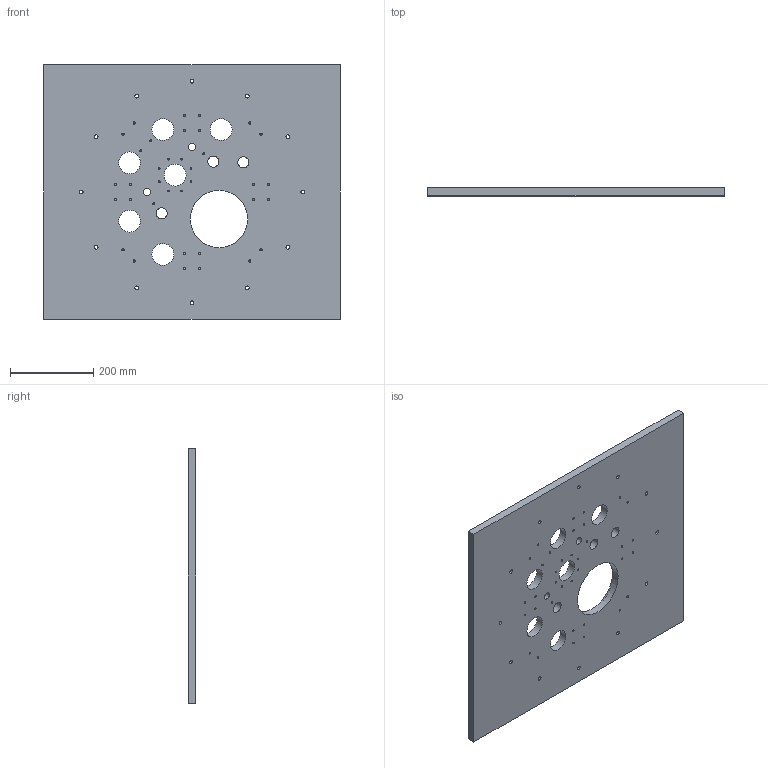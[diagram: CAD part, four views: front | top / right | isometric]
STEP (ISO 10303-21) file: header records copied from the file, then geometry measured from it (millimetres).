
FILE_DESCRIPTION(/* description */ (''),/* implementation_level */ '2;1');
FILE_NAME(/* name */ 'Top Plate V2.2.stp',/* time_stamp */ '2018-10-16T09:56:35-04:00',/* author */ ('STS'),/* organization */ (''),/* preprocessor_version */ 'ST-DEVELOPER v16.13',/* originating_system */ 'Autodesk Inventor 2018',/* authorisation */ '');
FILE_SCHEMA (('AUTOMOTIVE_DESIGN { 1 0 10303 214 3 1 1 }'));
Length unit declared in the file: inch
Products named in the file (1): Top Plate V2.2
Bounding box: 711.2 x 19.05 x 609.6 mm (x, y, z)
Volume: 7640334.7 mm3; surface area: 924114.6 mm2
Topology: 1 solids, 1 shells, 282 faces, 718 edges, 442 vertices
Faces by surface type: cylinder 150, cone 122, plane 10
Full cylindrical faces by diameter (mm): 3.962 x86, 4.343 x16, 4.978 x12, 6.401 x8, 8.992 x12, 17.272 x2, 26.416 x3, 52.578 x6, 137.16 x1, 142.494 x1, 150.622 x1, 154.127 x1, 161.29 x1
Entity records: 6060 total; most frequent: DIRECTION 1178, CARTESIAN_POINT 903, ORIENTED_EDGE 624, EDGE_LOOP 606, AXIS2_PLACEMENT_3D 583, FACE_BOUND 324, EDGE_CURVE 312, VERTEX_POINT 308
